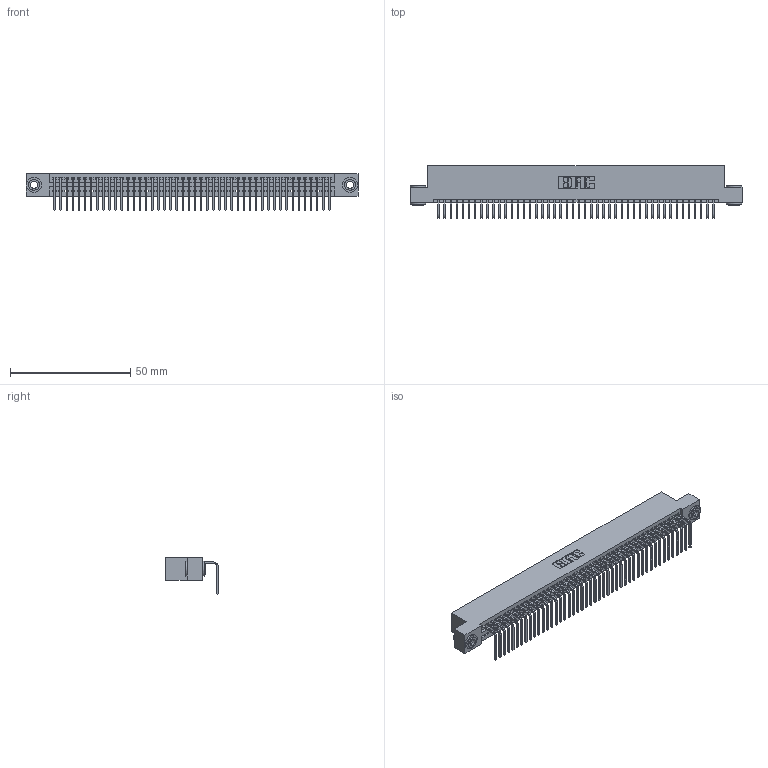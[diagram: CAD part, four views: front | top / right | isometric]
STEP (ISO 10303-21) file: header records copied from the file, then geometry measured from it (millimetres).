
FILE_DESCRIPTION (( 'STEP AP203' ), '1' );
FILE_NAME ('395-046-558-103.STEP', '2019-10-11T12:45:05', ( '' ), ( '' ), 'SwSTEP 2.0', 'SolidWorks 2016', '' );
FILE_SCHEMA (( 'CONFIG_CONTROL_DESIGN' ));
Length unit declared in the file: inch
Products named in the file (4): 395-046-558-103; 345 Part_Flush Mounting Lugs - 0.156 Dia-TH; 345-292-001_558 Tail - 2; 345-250-002_345-250-002-102
Assembly tree (49 placements, depth 2):
  395-046-558-103
    345 Part_Flush Mounting Lugs - 0.156 Dia-TH
    345-292-001_558 Tail - 2  x46
    345-250-002_345-250-002-102  x2
Bounding box: 138.05 x 21.83 x 15.37 mm (x, y, z)
Volume: 13317.5 mm3; surface area: 18867.1 mm2
Topology: 49 solids, 49 shells, 2924 faces, 8789 edges, 5794 vertices
Faces by surface type: plane 2022, cylinder 894, cone 8
Entity records: 34816 total; most frequent: CARTESIAN_POINT 6009, ORIENTED_EDGE 5982, DIRECTION 5273, EDGE_CURVE 2991, LINE 2651, VECTOR 2651, VERTEX_POINT 1990, AXIS2_PLACEMENT_3D 1311
